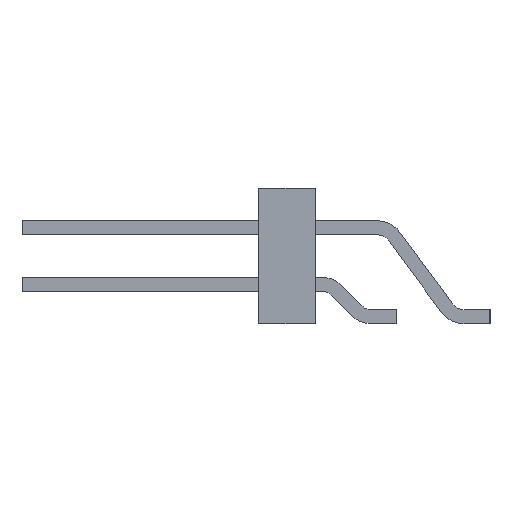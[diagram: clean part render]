
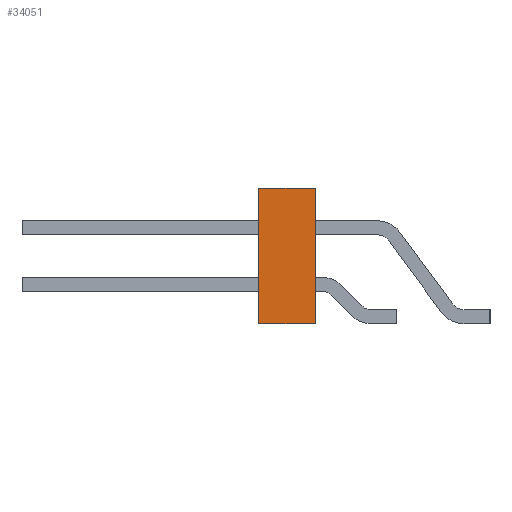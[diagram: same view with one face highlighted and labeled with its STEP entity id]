
A CAD part, left-side view. The second image highlights one B-rep face of the part: STEP entity #34051.
In plain terms, the highlighted face is planar.
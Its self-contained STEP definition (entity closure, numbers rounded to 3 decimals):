
#4114 = VERTEX_POINT('',#4115);
#4115 = CARTESIAN_POINT('',(33.02,3.048,1.27));
#4121 = EDGE_CURVE('',#4114,#4122,#4124,.T.);
#4122 = VERTEX_POINT('',#4123);
#4123 = CARTESIAN_POINT('',(33.02,3.048,-1.27));
#4124 = LINE('',#4125,#4126);
#4125 = CARTESIAN_POINT('',(33.02,3.048,1.27));
#4126 = VECTOR('',#4127,1.);
#4127 = DIRECTION('',(0.,0.,-1.));
#14920 = VERTEX_POINT('',#14921);
#14921 = CARTESIAN_POINT('',(33.02,-3.048,-1.27));
#14927 = EDGE_CURVE('',#14928,#14920,#14930,.T.);
#14928 = VERTEX_POINT('',#14929);
#14929 = CARTESIAN_POINT('',(33.02,-3.048,1.27));
#14930 = LINE('',#14931,#14932);
#14931 = CARTESIAN_POINT('',(33.02,-3.048,1.27));
#14932 = VECTOR('',#14933,1.);
#14933 = DIRECTION('',(0.,0.,-1.));
#25993 = EDGE_CURVE('',#14928,#4114,#25994,.T.);
#25994 = LINE('',#25995,#25996);
#25995 = CARTESIAN_POINT('',(33.02,-3.048,1.27));
#25996 = VECTOR('',#25997,1.);
#25997 = DIRECTION('',(0.,1.,0.));
#30492 = EDGE_CURVE('',#14920,#4122,#30493,.T.);
#30493 = LINE('',#30494,#30495);
#30494 = CARTESIAN_POINT('',(33.02,-3.048,-1.27));
#30495 = VECTOR('',#30496,1.);
#30496 = DIRECTION('',(0.,1.,0.));
#34051 = ADVANCED_FACE('',(#34052),#34058,.F.);
#34052 = FACE_BOUND('',#34053,.T.);
#34053 = EDGE_LOOP('',(#34054,#34055,#34056,#34057));
#34054 = ORIENTED_EDGE('',*,*,#30492,.T.);
#34055 = ORIENTED_EDGE('',*,*,#4121,.F.);
#34056 = ORIENTED_EDGE('',*,*,#25993,.F.);
#34057 = ORIENTED_EDGE('',*,*,#14927,.T.);
#34058 = PLANE('',#34059);
#34059 = AXIS2_PLACEMENT_3D('',#34060,#34061,#34062);
#34060 = CARTESIAN_POINT('',(33.02,-3.048,1.27));
#34061 = DIRECTION('',(-1.,0.,0.));
#34062 = DIRECTION('',(0.,0.,1.));
